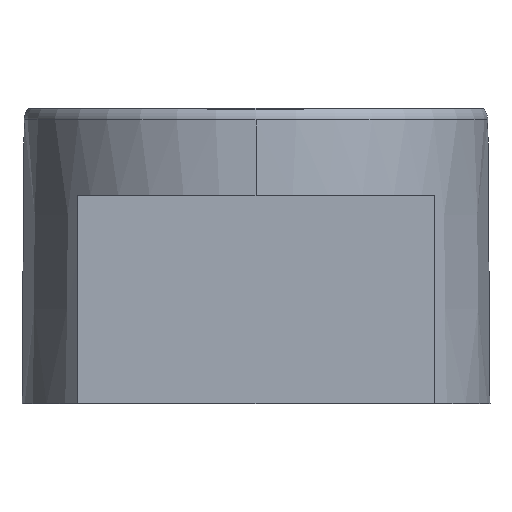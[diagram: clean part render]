
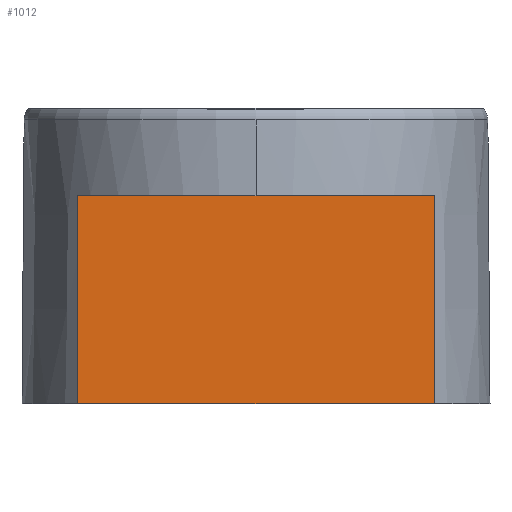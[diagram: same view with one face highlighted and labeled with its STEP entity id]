
A CAD part, left-side view. The second image highlights one B-rep face of the part: STEP entity #1012.
In plain terms, the highlighted planar face has unit normal (-1, 0, 0).
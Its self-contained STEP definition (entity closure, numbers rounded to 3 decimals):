
#465=CARTESIAN_POINT('',(782.239,-317.,0.));
#466=VERTEX_POINT('',#465);
#474=CARTESIAN_POINT('',(782.239,-197.,0.));
#475=VERTEX_POINT('',#474);
#476=CARTESIAN_POINT('',(782.239,-317.,0.));
#477=DIRECTION('',(0.,1.,0.));
#478=VECTOR('',#477,120.);
#479=LINE('',#476,#478);
#480=EDGE_CURVE('',#466,#475,#479,.T.);
#982=CARTESIAN_POINT('',(782.239,-202.,70.));
#983=DIRECTION('',(-1.,0.,0.));
#984=DIRECTION('',(0.,0.,-1.));
#985=AXIS2_PLACEMENT_3D('',#982,#983,#984);
#986=PLANE('',#985);
#987=ORIENTED_EDGE('',*,*,#480,.F.);
#988=CARTESIAN_POINT('',(782.239,-317.,70.));
#989=VERTEX_POINT('',#988);
#990=CARTESIAN_POINT('',(782.239,-317.,70.));
#991=DIRECTION('',(0.,0.,-1.));
#992=VECTOR('',#991,70.);
#993=LINE('',#990,#992);
#994=EDGE_CURVE('',#989,#466,#993,.T.);
#995=ORIENTED_EDGE('',*,*,#994,.F.);
#996=CARTESIAN_POINT('',(782.239,-197.,70.));
#997=VERTEX_POINT('',#996);
#998=CARTESIAN_POINT('',(782.239,-317.,70.));
#999=DIRECTION('',(0.,1.,0.));
#1000=VECTOR('',#999,120.);
#1001=LINE('',#998,#1000);
#1002=EDGE_CURVE('',#989,#997,#1001,.T.);
#1003=ORIENTED_EDGE('',*,*,#1002,.T.);
#1004=CARTESIAN_POINT('',(782.239,-197.,70.));
#1005=DIRECTION('',(0.,0.,-1.));
#1006=VECTOR('',#1005,70.);
#1007=LINE('',#1004,#1006);
#1008=EDGE_CURVE('',#997,#475,#1007,.T.);
#1009=ORIENTED_EDGE('',*,*,#1008,.T.);
#1010=EDGE_LOOP('',(#987,#995,#1003,#1009));
#1011=FACE_BOUND('',#1010,.T.);
#1012=ADVANCED_FACE('',(#1011),#986,.T.);
